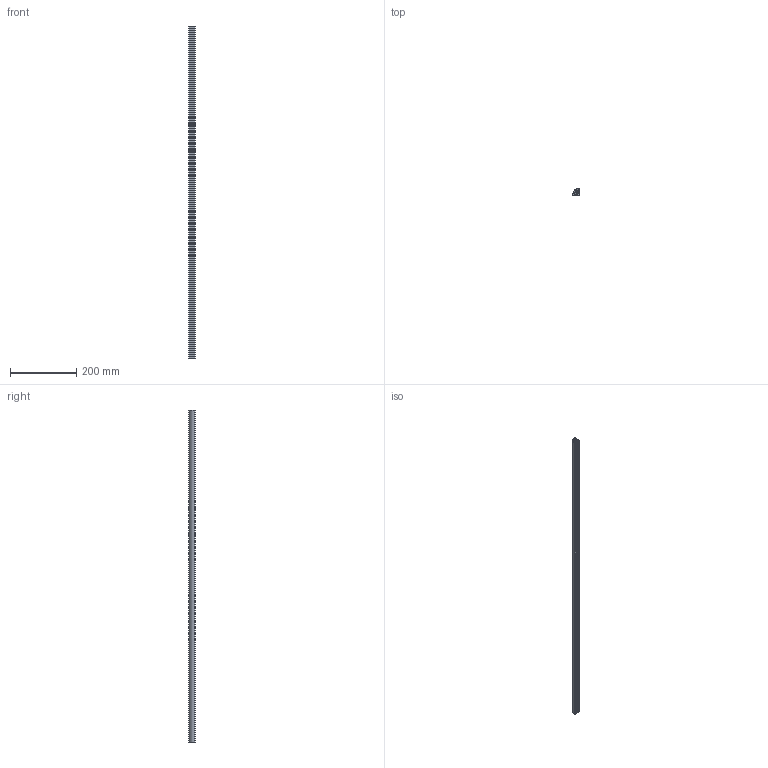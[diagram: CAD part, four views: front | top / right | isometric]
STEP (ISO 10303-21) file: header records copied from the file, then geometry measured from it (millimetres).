
FILE_DESCRIPTION(/* description */ (''),/* implementation_level */ '2;1');
FILE_NAME(/* name */ '82032_KriTec_Profil_6_Raster_20_R20-90.stp',/* time_stamp */ '2020-09-02T13:31:22+02:00',/* author */ ('Nell'),/* organization */ (''),/* preprocessor_version */ 'ST-DEVELOPER v17',/* originating_system */ 'Autodesk Inventor 2018',/* authorisation */ '');
FILE_SCHEMA (('AUTOMOTIVE_DESIGN { 1 0 10303 214 3 1 1 }'));
Length unit declared in the file: millimetre
Products named in the file (1): 82032_KriTec_Profil_6_Raster_20_R20-90
Bounding box: 20 x 20 x 1000 mm (x, y, z)
Volume: 162661.7 mm3; surface area: 178521.4 mm2
Topology: 1 solids, 1 shells, 64 faces, 186 edges, 124 vertices
Faces by surface type: plane 54, cylinder 10
Entity records: 2141 total; most frequent: CARTESIAN_POINT 375, ORIENTED_EDGE 372, DIRECTION 336, EDGE_CURVE 186, LINE 166, VECTOR 166, VERTEX_POINT 124, AXIS2_PLACEMENT_3D 85
